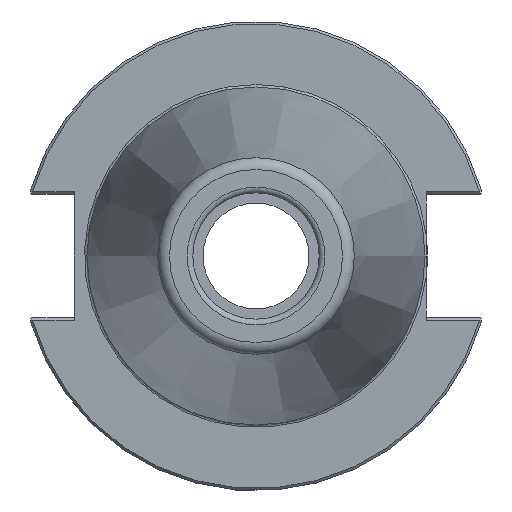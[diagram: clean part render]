
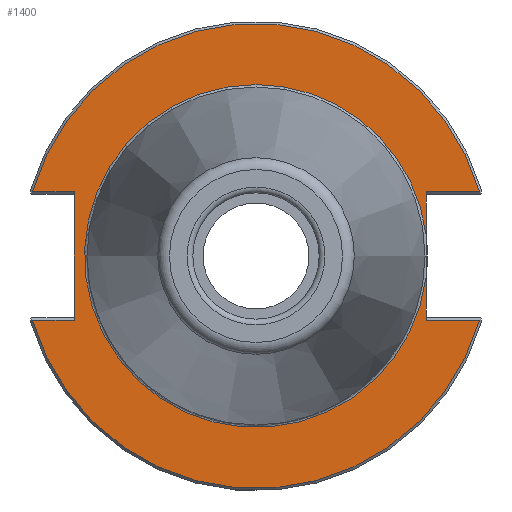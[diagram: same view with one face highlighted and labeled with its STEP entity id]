
A CAD part, left-side view. The second image highlights one B-rep face of the part: STEP entity #1400.
In plain terms, the highlighted planar face has unit normal (-1, 0, 0).
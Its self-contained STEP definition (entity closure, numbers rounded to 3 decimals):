
#79=PLANE('',#1516);
#122=CIRCLE('',#1514,48.249);
#124=CIRCLE('',#1517,35.579);
#125=CIRCLE('',#1518,35.579);
#126=CIRCLE('',#1519,48.249);
#232=FACE_OUTER_BOUND('',#306,.T.);
#306=EDGE_LOOP('',(#1037,#1038,#1039,#1040,#1041,#1042,#1043,#1044,#1045,
#1046,#1047));
#401=LINE('',#2389,#477);
#404=LINE('',#2448,#480);
#405=LINE('',#2454,#481);
#406=LINE('',#2456,#482);
#407=LINE('',#2460,#483);
#408=LINE('',#2462,#484);
#409=LINE('',#2463,#485);
#477=VECTOR('',#1748,10.);
#480=VECTOR('',#1767,10.);
#481=VECTOR('',#1772,10.);
#482=VECTOR('',#1773,10.);
#483=VECTOR('',#1776,10.);
#484=VECTOR('',#1777,10.);
#485=VECTOR('',#1778,10.);
#598=VERTEX_POINT('',#2386);
#599=VERTEX_POINT('',#2388);
#607=VERTEX_POINT('',#2435);
#610=VERTEX_POINT('',#2447);
#611=VERTEX_POINT('',#2449);
#612=VERTEX_POINT('',#2451);
#613=VERTEX_POINT('',#2453);
#614=VERTEX_POINT('',#2455);
#615=VERTEX_POINT('',#2457);
#616=VERTEX_POINT('',#2459);
#617=VERTEX_POINT('',#2461);
#768=EDGE_CURVE('',#598,#599,#401,.T.);
#780=EDGE_CURVE('',#599,#607,#122,.T.);
#784=EDGE_CURVE('',#598,#610,#404,.T.);
#785=EDGE_CURVE('',#610,#611,#124,.T.);
#786=EDGE_CURVE('',#611,#612,#125,.T.);
#787=EDGE_CURVE('',#612,#613,#405,.T.);
#788=EDGE_CURVE('',#614,#613,#406,.T.);
#789=EDGE_CURVE('',#615,#614,#126,.T.);
#790=EDGE_CURVE('',#616,#615,#407,.T.);
#791=EDGE_CURVE('',#616,#617,#408,.T.);
#792=EDGE_CURVE('',#607,#617,#409,.T.);
#1037=ORIENTED_EDGE('',*,*,#768,.F.);
#1038=ORIENTED_EDGE('',*,*,#784,.T.);
#1039=ORIENTED_EDGE('',*,*,#785,.T.);
#1040=ORIENTED_EDGE('',*,*,#786,.T.);
#1041=ORIENTED_EDGE('',*,*,#787,.T.);
#1042=ORIENTED_EDGE('',*,*,#788,.F.);
#1043=ORIENTED_EDGE('',*,*,#789,.F.);
#1044=ORIENTED_EDGE('',*,*,#790,.F.);
#1045=ORIENTED_EDGE('',*,*,#791,.T.);
#1046=ORIENTED_EDGE('',*,*,#792,.F.);
#1047=ORIENTED_EDGE('',*,*,#780,.F.);
#1400=ADVANCED_FACE('',(#232),#79,.T.);
#1514=AXIS2_PLACEMENT_3D('',#2436,#1761,#1762);
#1516=AXIS2_PLACEMENT_3D('',#2446,#1765,#1766);
#1517=AXIS2_PLACEMENT_3D('',#2450,#1768,#1769);
#1518=AXIS2_PLACEMENT_3D('',#2452,#1770,#1771);
#1519=AXIS2_PLACEMENT_3D('',#2458,#1774,#1775);
#1748=DIRECTION('',(0.,-1.,0.));
#1761=DIRECTION('center_axis',(1.,0.,0.));
#1762=DIRECTION('ref_axis',(0.,0.,-1.));
#1765=DIRECTION('center_axis',(-1.,0.,0.));
#1766=DIRECTION('ref_axis',(0.,0.,1.));
#1767=DIRECTION('',(0.,0.,1.));
#1768=DIRECTION('center_axis',(1.,0.,0.));
#1769=DIRECTION('ref_axis',(0.,0.,-1.));
#1770=DIRECTION('center_axis',(1.,0.,0.));
#1771=DIRECTION('ref_axis',(0.,0.,-1.));
#1772=DIRECTION('',(0.,0.,1.));
#1773=DIRECTION('',(0.,1.,0.));
#1774=DIRECTION('center_axis',(1.,0.,0.));
#1775=DIRECTION('ref_axis',(0.,0.,-1.));
#1776=DIRECTION('',(0.,1.,0.));
#1777=DIRECTION('',(0.,0.,-1.));
#1778=DIRECTION('',(0.,-1.,0.));
#2386=CARTESIAN_POINT('',(1.5,-35.3,-13.325));
#2388=CARTESIAN_POINT('',(1.5,-46.373,-13.325));
#2389=CARTESIAN_POINT('',(1.5,-13.707,-13.325));
#2435=CARTESIAN_POINT('',(1.5,46.373,-13.325));
#2436=CARTESIAN_POINT('Origin',(1.5,0.,0.));
#2446=CARTESIAN_POINT('Origin',(1.5,48.249,0.));
#2447=CARTESIAN_POINT('',(1.5,-35.3,-4.449));
#2448=CARTESIAN_POINT('',(1.5,-35.3,-6.413));
#2449=CARTESIAN_POINT('',(1.5,0.,35.579));
#2450=CARTESIAN_POINT('Origin',(1.5,0.,0.));
#2451=CARTESIAN_POINT('',(1.5,-35.3,4.449));
#2452=CARTESIAN_POINT('Origin',(1.5,0.,0.));
#2453=CARTESIAN_POINT('',(1.5,-35.3,13.325));
#2454=CARTESIAN_POINT('',(1.5,-35.3,-6.413));
#2455=CARTESIAN_POINT('',(1.5,-46.373,13.325));
#2456=CARTESIAN_POINT('',(1.5,6.475,13.325));
#2457=CARTESIAN_POINT('',(1.5,46.373,13.325));
#2458=CARTESIAN_POINT('Origin',(1.5,0.,0.));
#2459=CARTESIAN_POINT('',(1.5,37.7,13.325));
#2460=CARTESIAN_POINT('',(1.5,61.395,13.325));
#2461=CARTESIAN_POINT('',(1.5,37.7,-13.325));
#2462=CARTESIAN_POINT('',(1.5,37.7,6.413));
#2463=CARTESIAN_POINT('',(1.5,42.975,-13.325));
